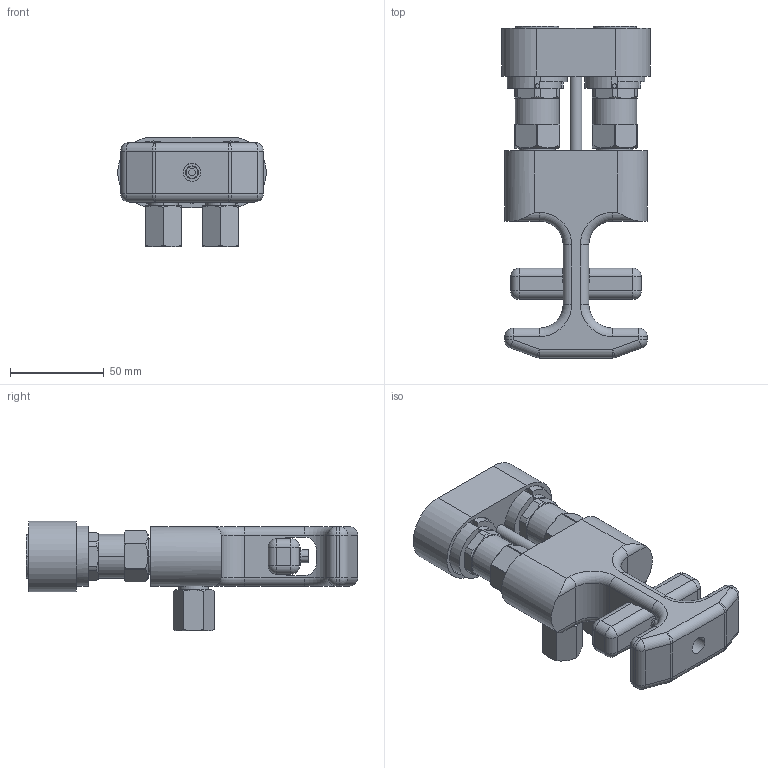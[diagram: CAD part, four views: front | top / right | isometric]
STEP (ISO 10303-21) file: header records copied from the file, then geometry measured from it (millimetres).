
FILE_DESCRIPTION((''),'2;1');
FILE_NAME('ILCML5600800','2018-06-22T',('dg'),(''),'PRO/ENGINEER BY PARAMETRIC TECHNOLOGY CORPORATION, 2013320','PRO/ENGINEER BY PARAMETRIC TECHNOLOGY CORPORATION, 2013320','');
FILE_SCHEMA(('CONFIG_CONTROL_DESIGN'));
Length unit declared in the file: inch
Products named in the file (1): ILCML5600800
Bounding box: 79.25 x 177.04 x 58.55 mm (x, y, z)
Volume: 251278.7 mm3; surface area: 70567.6 mm2
Topology: 1 solids, 1 shells, 450 faces, 1110 edges, 692 vertices
Faces by surface type: cylinder 174, plane 156, cone 92, sphere 20, torus 8
Entity records: 15106 total; most frequent: CARTESIAN_POINT 4390, DIRECTION 2290, ORIENTED_EDGE 2204, EDGE_CURVE 1102, AXIS2_PLACEMENT_3D 908, VERTEX_POINT 692, EDGE_LOOP 498, VECTOR 474
